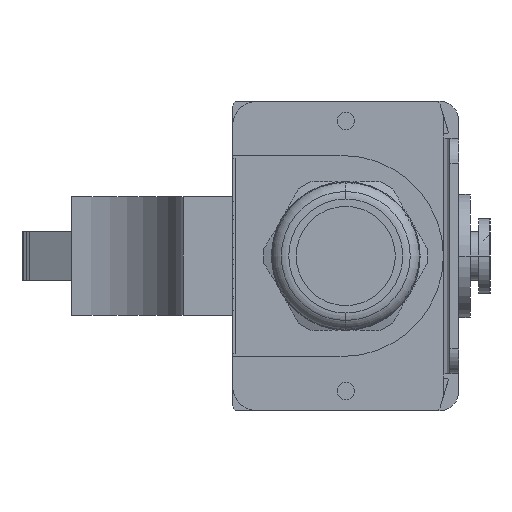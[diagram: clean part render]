
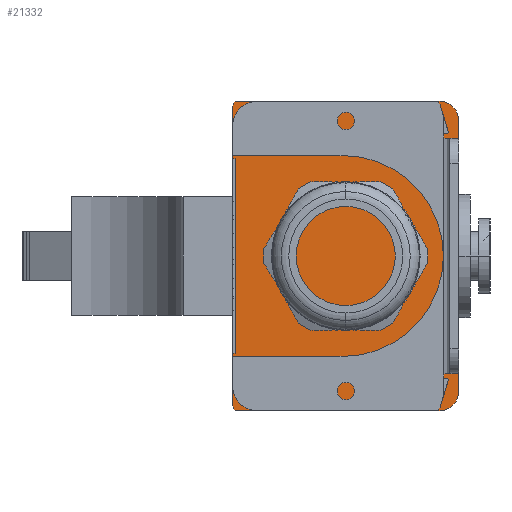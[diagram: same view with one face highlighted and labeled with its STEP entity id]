
A CAD part, left-side view. The second image highlights one B-rep face of the part: STEP entity #21332.
In plain terms, the highlighted planar face has unit normal (-1, 0, 0).
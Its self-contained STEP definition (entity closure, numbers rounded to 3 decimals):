
#1=DIRECTION('',(0.,-1.,0.));
#2=VECTOR('',#1,40.6);
#3=CARTESIAN_POINT('',(0.,44.6,31.25));
#4=LINE('',#3,#2);
#5=CARTESIAN_POINT('',(0.,4.,27.25));
#6=DIRECTION('',(1.,0.,0.));
#7=DIRECTION('',(0.,0.,1.));
#8=AXIS2_PLACEMENT_3D('',#5,#6,#7);
#10=DIRECTION('',(0.,0.,-1.));
#11=VECTOR('',#10,54.5);
#12=CARTESIAN_POINT('',(0.,0.,27.25));
#13=LINE('',#12,#11);
#14=CARTESIAN_POINT('',(0.,4.,-27.25));
#15=DIRECTION('',(1.,0.,0.));
#16=DIRECTION('',(0.,-1.,0.));
#17=AXIS2_PLACEMENT_3D('',#14,#15,#16);
#19=DIRECTION('',(0.,1.,0.));
#20=VECTOR('',#19,40.6);
#21=CARTESIAN_POINT('',(0.,4.,-31.25));
#22=LINE('',#21,#20);
#23=DIRECTION('',(0.,0.,1.));
#24=VECTOR('',#23,10.6);
#25=CARTESIAN_POINT('',(0.,45.6,-30.25));
#26=LINE('',#25,#24);
#27=DIRECTION('',(0.,-1.,0.));
#28=VECTOR('',#27,0.5);
#29=CARTESIAN_POINT('',(0.,45.6,-19.65));
#30=LINE('',#29,#28);
#31=DIRECTION('',(0.,0.,-1.));
#32=VECTOR('',#31,39.3);
#33=CARTESIAN_POINT('',(0.,45.1,19.65));
#34=LINE('',#33,#32);
#35=DIRECTION('',(0.,-1.,0.));
#36=VECTOR('',#35,0.5);
#37=CARTESIAN_POINT('',(0.,45.6,19.65));
#38=LINE('',#37,#36);
#39=DIRECTION('',(0.,0.,1.));
#40=VECTOR('',#39,10.6);
#41=CARTESIAN_POINT('',(0.,45.6,19.65));
#42=LINE('',#41,#40);
#56=CARTESIAN_POINT('',(0.,44.6,30.25));
#57=DIRECTION('',(-1.,0.,0.));
#58=DIRECTION('',(0.,0.,1.));
#59=AXIS2_PLACEMENT_3D('',#56,#57,#58);
#15856=CARTESIAN_POINT('',(0.,44.6,-30.25));
#15857=DIRECTION('',(-1.,0.,0.));
#15858=DIRECTION('',(0.,1.,0.));
#15859=AXIS2_PLACEMENT_3D('',#15856,#15857,#15858);
#16301=CARTESIAN_POINT('',(0.,4.,31.25));
#16302=CARTESIAN_POINT('',(0.,0.,27.25));
#16303=VERTEX_POINT('',#16301);
#16304=VERTEX_POINT('',#16302);
#16305=CARTESIAN_POINT('',(0.,0.,-27.25));
#16306=VERTEX_POINT('',#16305);
#16307=CARTESIAN_POINT('',(0.,4.,-31.25));
#16308=VERTEX_POINT('',#16307);
#16321=CARTESIAN_POINT('',(0.,45.1,19.65));
#16322=CARTESIAN_POINT('',(0.,45.1,-19.65));
#16323=VERTEX_POINT('',#16321);
#16324=VERTEX_POINT('',#16322);
#16325=CARTESIAN_POINT('',(0.,45.6,19.65));
#16326=VERTEX_POINT('',#16325);
#16327=CARTESIAN_POINT('',(0.,45.6,-19.65));
#16328=VERTEX_POINT('',#16327);
#17142=CARTESIAN_POINT('',(0.,45.6,30.25));
#17144=VERTEX_POINT('',#17142);
#17147=CARTESIAN_POINT('',(0.,44.6,31.25));
#17148=VERTEX_POINT('',#17147);
#17150=CARTESIAN_POINT('',(0.,44.6,-31.25));
#17152=VERTEX_POINT('',#17150);
#17155=CARTESIAN_POINT('',(0.,45.6,-30.25));
#17156=VERTEX_POINT('',#17155);
#21301=CARTESIAN_POINT('',(0.,0.,0.));
#21302=DIRECTION('',(1.,0.,0.));
#21303=DIRECTION('',(0.,0.,-1.));
#21304=AXIS2_PLACEMENT_3D('',#21301,#21302,#21303);
#21305=PLANE('',#21304);
#21307=ORIENTED_EDGE('',*,*,#21306,.F.);
#21309=ORIENTED_EDGE('',*,*,#21308,.T.);
#21311=ORIENTED_EDGE('',*,*,#21310,.T.);
#21313=ORIENTED_EDGE('',*,*,#21312,.T.);
#21315=ORIENTED_EDGE('',*,*,#21314,.T.);
#21317=ORIENTED_EDGE('',*,*,#21316,.T.);
#21319=ORIENTED_EDGE('',*,*,#21318,.F.);
#21321=ORIENTED_EDGE('',*,*,#21320,.T.);
#21323=ORIENTED_EDGE('',*,*,#21322,.T.);
#21325=ORIENTED_EDGE('',*,*,#21324,.F.);
#21327=ORIENTED_EDGE('',*,*,#21326,.F.);
#21329=ORIENTED_EDGE('',*,*,#21328,.T.);
#21330=EDGE_LOOP('',(#21307,#21309,#21311,#21313,#21315,#21317,#21319,#21321,
#21323,#21325,#21327,#21329));
#21331=FACE_OUTER_BOUND('',#21330,.F.);
#21332=ADVANCED_FACE('',(#21331),#21305,.F.);
#9=CIRCLE('',#8,4.);
#18=CIRCLE('',#17,4.);
#60=CIRCLE('',#59,1.);
#15860=CIRCLE('',#15859,1.);
#21306=EDGE_CURVE('',#17148,#17144,#60,.T.);
#21308=EDGE_CURVE('',#17148,#16303,#4,.T.);
#21310=EDGE_CURVE('',#16303,#16304,#9,.T.);
#21312=EDGE_CURVE('',#16304,#16306,#13,.T.);
#21314=EDGE_CURVE('',#16306,#16308,#18,.T.);
#21316=EDGE_CURVE('',#16308,#17152,#22,.T.);
#21318=EDGE_CURVE('',#17156,#17152,#15860,.T.);
#21320=EDGE_CURVE('',#17156,#16328,#26,.T.);
#21322=EDGE_CURVE('',#16328,#16324,#30,.T.);
#21324=EDGE_CURVE('',#16323,#16324,#34,.T.);
#21326=EDGE_CURVE('',#16326,#16323,#38,.T.);
#21328=EDGE_CURVE('',#16326,#17144,#42,.T.);
